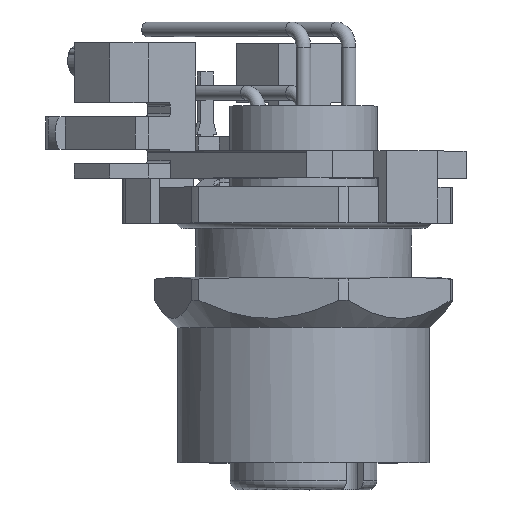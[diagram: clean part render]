
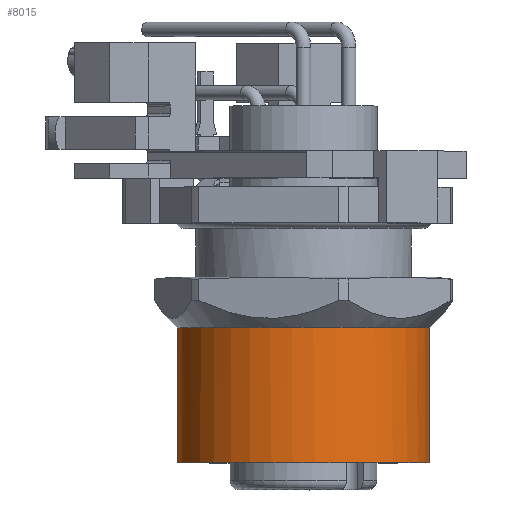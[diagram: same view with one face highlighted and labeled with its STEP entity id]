
A CAD part, top view. The second image highlights one B-rep face of the part: STEP entity #8015.
In plain terms, the highlighted cylindrical face has radius 7 mm (diameter 14 mm), a full revolution.
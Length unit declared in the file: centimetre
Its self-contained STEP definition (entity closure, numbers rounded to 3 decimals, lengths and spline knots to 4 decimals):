
#1527=CYLINDRICAL_SURFACE('',#8683,0.7);
#1640=FACE_BOUND('',#2851,.T.);
#2301=FACE_OUTER_BOUND('',#2850,.T.);
#2850=EDGE_LOOP('',(#6950));
#2851=EDGE_LOOP('',(#6951));
#3162=CIRCLE('',#8656,0.7);
#3170=CIRCLE('',#8666,0.7);
#3894=VERTEX_POINT('',#13750);
#3908=VERTEX_POINT('',#13792);
#4903=EDGE_CURVE('',#3894,#3894,#3162,.T.);
#4917=EDGE_CURVE('',#3908,#3908,#3170,.T.);
#6950=ORIENTED_EDGE('',*,*,#4903,.F.);
#6951=ORIENTED_EDGE('',*,*,#4917,.T.);
#8015=ADVANCED_FACE('',(#2301,#1640),#1527,.T.);
#8656=AXIS2_PLACEMENT_3D('',#13751,#10528,#10529);
#8666=AXIS2_PLACEMENT_3D('',#13793,#10548,#10549);
#8683=AXIS2_PLACEMENT_3D('',#13852,#10594,#10595);
#10528=DIRECTION('center_axis',(0.,-1.,0.));
#10529=DIRECTION('ref_axis',(-0.707,0.,0.707));
#10548=DIRECTION('center_axis',(0.,-1.,0.));
#10549=DIRECTION('ref_axis',(-0.707,0.,0.707));
#10594=DIRECTION('center_axis',(0.,-1.,0.));
#10595=DIRECTION('ref_axis',(-0.707,0.,0.707));
#13750=CARTESIAN_POINT('',(-0.495,0.62,0.495));
#13751=CARTESIAN_POINT('Origin',(0.,0.62,
0.));
#13792=CARTESIAN_POINT('',(-0.495,1.37,0.495));
#13793=CARTESIAN_POINT('Origin',(0.,1.37,0.));
#13852=CARTESIAN_POINT('Origin',(0.,0.995,
0.));
